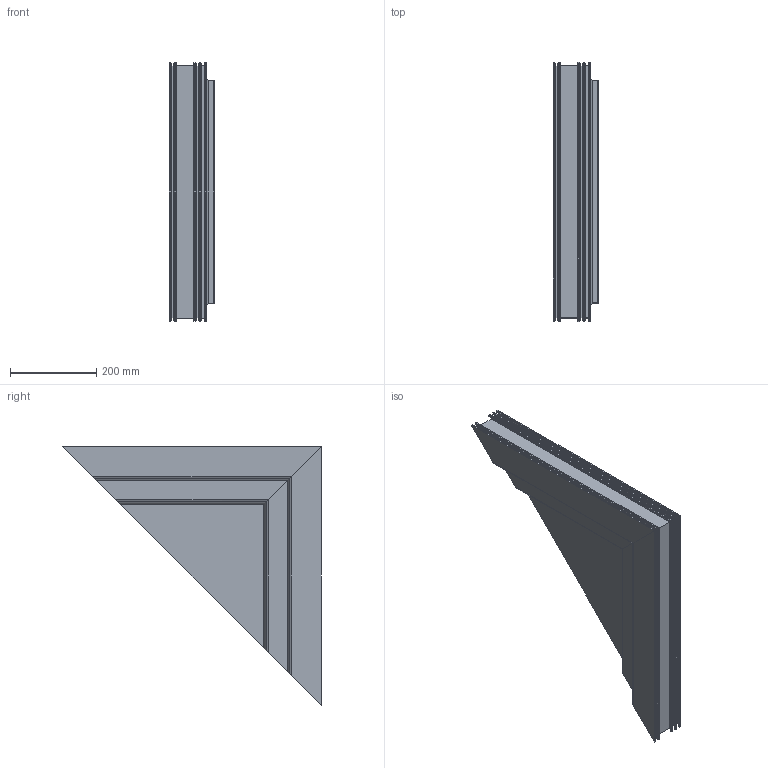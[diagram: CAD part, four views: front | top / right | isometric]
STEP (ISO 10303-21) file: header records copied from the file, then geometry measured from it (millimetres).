
FILE_DESCRIPTION(('FreeCAD Model'),'2;1');
FILE_NAME('Open CASCADE Shape Model','2025-05-01T09:05:01',('FreeCAD'),( 'FreeCAD'),'Open CASCADE STEP processor 7.6','FreeCAD','Unknown');
FILE_SCHEMA(('AUTOMOTIVE_DESIGN { 1 0 10303 214 1 1 1 1 }'));
Products named in the file (1): Open CASCADE STEP translator 7.6 1
Bounding box: 106.19 x 599.28 x 599.28 mm (x, y, z)
Volume: 4388234 mm3; surface area: 3739831 mm2
Topology: 25 solids, 25 shells, 1583 faces, 4599 edges, 3066 vertices
Faces by surface type: bspline 1583
Entity records: 48824 total; most frequent: CARTESIAN_POINT 22829, ORIENTED_EDGE 9198, EDGE_CURVE 4599, B_SPLINE_CURVE_WITH_KNOTS 3191, VERTEX_POINT 3066, FACE_BOUND 1707, EDGE_LOOP 1707, ADVANCED_FACE 1583
